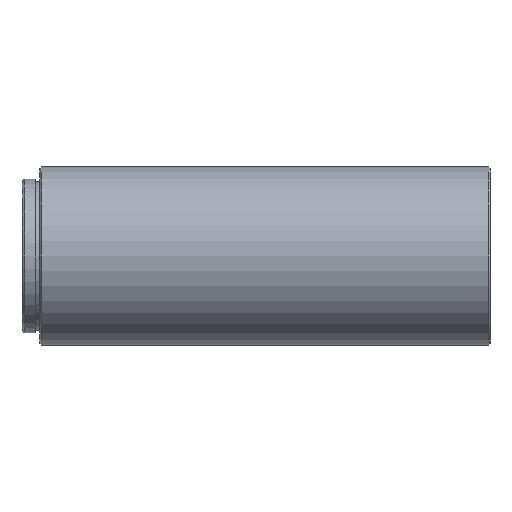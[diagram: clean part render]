
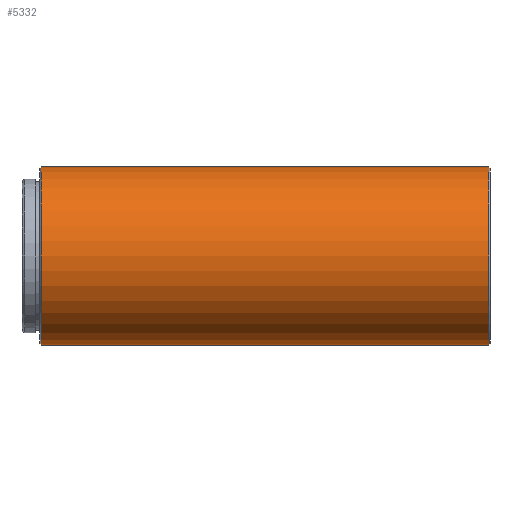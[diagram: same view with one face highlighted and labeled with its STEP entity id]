
A CAD part, front view. The second image highlights one B-rep face of the part: STEP entity #5332.
In plain terms, the highlighted cylindrical face has radius 15.24 mm (diameter 30.48 mm), a full revolution.
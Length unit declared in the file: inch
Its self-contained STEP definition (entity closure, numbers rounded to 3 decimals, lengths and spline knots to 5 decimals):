
#598=CYLINDRICAL_SURFACE('',#5658,0.6);
#611=FACE_OUTER_BOUND('',#903,.T.);
#903=EDGE_LOOP('',(#3488,#3489,#3490,#3491,#3492));
#1224=LINE('',#6780,#1641);
#1641=VECTOR('',#5925,0.6);
#2052=CIRCLE('',#5636,0.6);
#2053=CIRCLE('',#5637,0.6);
#2055=CIRCLE('',#5640,0.6);
#2142=VERTEX_POINT('',#6734);
#2143=VERTEX_POINT('',#6735);
#2145=VERTEX_POINT('',#6742);
#2666=EDGE_CURVE('',#2142,#2143,#2052,.T.);
#2667=EDGE_CURVE('',#2143,#2142,#2053,.T.);
#2670=EDGE_CURVE('',#2145,#2145,#2055,.T.);
#2689=EDGE_CURVE('',#2142,#2145,#1224,.T.);
#3488=ORIENTED_EDGE('',*,*,#2666,.T.);
#3489=ORIENTED_EDGE('',*,*,#2667,.T.);
#3490=ORIENTED_EDGE('',*,*,#2689,.T.);
#3491=ORIENTED_EDGE('',*,*,#2670,.T.);
#3492=ORIENTED_EDGE('',*,*,#2689,.F.);
#5332=ADVANCED_FACE('',(#611),#598,.T.);
#5636=AXIS2_PLACEMENT_3D('',#6736,#5871,#5872);
#5637=AXIS2_PLACEMENT_3D('',#6737,#5873,#5874);
#5640=AXIS2_PLACEMENT_3D('',#6743,#5880,#5881);
#5658=AXIS2_PLACEMENT_3D('',#6779,#5923,#5924);
#5871=DIRECTION('center_axis',(-1.,0.,0.));
#5872=DIRECTION('ref_axis',(0.,0.,-1.));
#5873=DIRECTION('center_axis',(-1.,0.,0.));
#5874=DIRECTION('ref_axis',(0.,0.,-1.));
#5880=DIRECTION('center_axis',(1.,0.,0.));
#5881=DIRECTION('ref_axis',(0.,0.,1.));
#5923=DIRECTION('center_axis',(1.,0.,0.));
#5924=DIRECTION('ref_axis',(0.,0.,-1.));
#5925=DIRECTION('',(-1.,0.,0.));
#6734=CARTESIAN_POINT('',(-0.01,0.,0.6));
#6735=CARTESIAN_POINT('',(-0.01,0.,-0.6));
#6736=CARTESIAN_POINT('Origin',(-0.01,0.,0.));
#6737=CARTESIAN_POINT('Origin',(-0.01,0.,0.));
#6742=CARTESIAN_POINT('',(-3.02,0.,0.6));
#6743=CARTESIAN_POINT('Origin',(-3.02,0.,0.));
#6779=CARTESIAN_POINT('Origin',(0.,0.,0.));
#6780=CARTESIAN_POINT('',(0.,0.,0.6));
